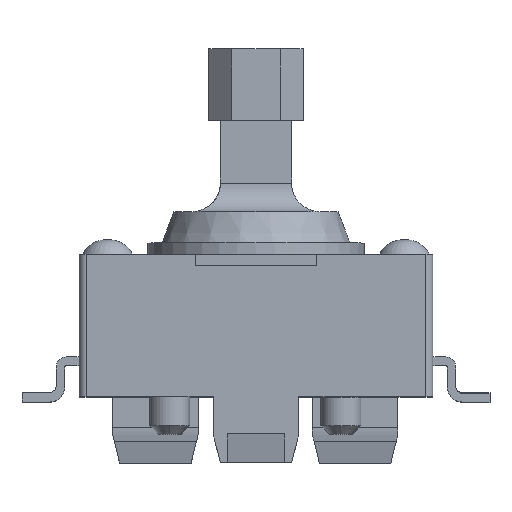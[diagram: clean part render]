
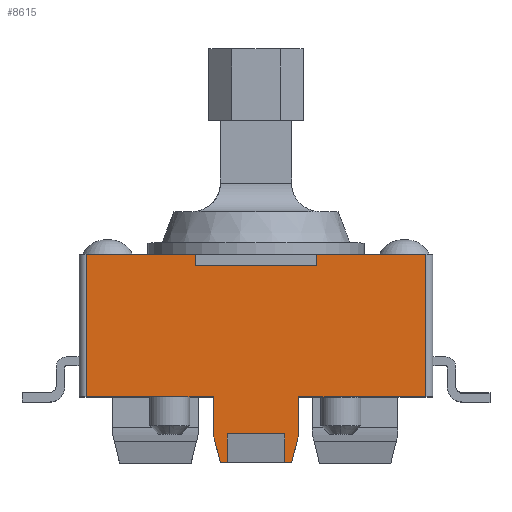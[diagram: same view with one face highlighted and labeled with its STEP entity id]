
A CAD part, top view. The second image highlights one B-rep face of the part: STEP entity #8615.
In plain terms, the highlighted face is planar.
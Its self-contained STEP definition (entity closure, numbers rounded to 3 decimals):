
#190 = EDGE_CURVE ( 'NONE', #1800, #1917, #1724, .T. ) ;
#439 = CARTESIAN_POINT ( 'NONE',  ( -5.95, -6.2, 3.065 ) ) ;
#538 = DIRECTION ( 'NONE',  ( 1., 0., 0. ) ) ;
#911 = CARTESIAN_POINT ( 'NONE',  ( -1.5, -6.2, -3.6 ) ) ;
#1041 = LINE ( 'NONE', #5566, #10861 ) ;
#1095 = CARTESIAN_POINT ( 'NONE',  ( 5.95, -6.2, 2.7 ) ) ;
#1142 = EDGE_CURVE ( 'NONE', #6921, #1291, #13591, .T. ) ;
#1143 = VECTOR ( 'NONE', #4589, 1000. ) ;
#1162 = DIRECTION ( 'NONE',  ( 0., 0., -1. ) ) ;
#1251 = DIRECTION ( 'NONE',  ( 0., 0., 1. ) ) ;
#1291 = VERTEX_POINT ( 'NONE', #1333 ) ;
#1333 = CARTESIAN_POINT ( 'NONE',  ( 2.125, -6.2, 2.3 ) ) ;
#1546 = CARTESIAN_POINT ( 'NONE',  ( 1., -6.2, -4.6 ) ) ;
#1707 = EDGE_CURVE ( 'NONE', #11379, #12820, #8489, .T. ) ;
#1712 = CARTESIAN_POINT ( 'NONE',  ( -1.5, -6.2, -3.6 ) ) ;
#1724 = LINE ( 'NONE', #9177, #3481 ) ;
#1800 = VERTEX_POINT ( 'NONE', #1880 ) ;
#1801 = ORIENTED_EDGE ( 'NONE', *, *, #11179, .T. ) ;
#1880 = CARTESIAN_POINT ( 'NONE',  ( -2.125, -6.2, 2.7 ) ) ;
#1917 = VERTEX_POINT ( 'NONE', #5161 ) ;
#1941 = CARTESIAN_POINT ( 'NONE',  ( 1.375, -6.2, -4.6 ) ) ;
#1953 = EDGE_CURVE ( 'NONE', #8352, #9379, #6088, .T. ) ;
#2010 = ORIENTED_EDGE ( 'NONE', *, *, #5977, .T. ) ;
#2097 = VECTOR ( 'NONE', #1162, 1000. ) ;
#2121 = ORIENTED_EDGE ( 'NONE', *, *, #4745, .T. ) ;
#2351 = EDGE_CURVE ( 'NONE', #4706, #1800, #5372, .T. ) ;
#2482 = CARTESIAN_POINT ( 'NONE',  ( -6.545, -6.2, 2.3 ) ) ;
#2824 = DIRECTION ( 'NONE',  ( 0., 0., -1. ) ) ;
#2871 = CARTESIAN_POINT ( 'NONE',  ( -5.95, -6.2, -2.3 ) ) ;
#2875 = CARTESIAN_POINT ( 'NONE',  ( 2.125, -6.2, 2.7 ) ) ;
#3020 = VERTEX_POINT ( 'NONE', #1712 ) ;
#3155 = ORIENTED_EDGE ( 'NONE', *, *, #1953, .F. ) ;
#3259 = CARTESIAN_POINT ( 'NONE',  ( 1., -6.2, -3.6 ) ) ;
#3337 = EDGE_CURVE ( 'NONE', #7608, #3020, #7617, .T. ) ;
#3481 = VECTOR ( 'NONE', #5713, 1000. ) ;
#3482 = LINE ( 'NONE', #911, #7497 ) ;
#3509 = CARTESIAN_POINT ( 'NONE',  ( 1.5, -6.2, 3.065 ) ) ;
#3512 = LINE ( 'NONE', #13480, #2097 ) ;
#3514 = VERTEX_POINT ( 'NONE', #1546 ) ;
#3585 = CARTESIAN_POINT ( 'NONE',  ( -6.82, -6.2, -2.3 ) ) ;
#3624 = CARTESIAN_POINT ( 'NONE',  ( -6.545, -6.2, 2.7 ) ) ;
#3679 = ORIENTED_EDGE ( 'NONE', *, *, #1142, .T. ) ;
#3701 = LINE ( 'NONE', #5541, #8941 ) ;
#3753 = CARTESIAN_POINT ( 'NONE',  ( -6.545, -6.2, -3.6 ) ) ;
#4371 = CARTESIAN_POINT ( 'NONE',  ( -1.5, -6.2, -2.3 ) ) ;
#4429 = LINE ( 'NONE', #3624, #7916 ) ;
#4536 = CARTESIAN_POINT ( 'NONE',  ( -1., -6.2, -3.6 ) ) ;
#4538 = DIRECTION ( 'NONE',  ( 0., 0., -1. ) ) ;
#4567 = VECTOR ( 'NONE', #8340, 1000. ) ;
#4582 = CARTESIAN_POINT ( 'NONE',  ( -1.5, -6.2, 3.065 ) ) ;
#4589 = DIRECTION ( 'NONE',  ( 0.243, 0., 0.97 ) ) ;
#4674 = DIRECTION ( 'NONE',  ( 0., 0., 1. ) ) ;
#4706 = VERTEX_POINT ( 'NONE', #9531 ) ;
#4745 = EDGE_CURVE ( 'NONE', #1917, #10372, #13183, .T. ) ;
#4845 = PLANE ( 'NONE',  #10156 ) ;
#5161 = CARTESIAN_POINT ( 'NONE',  ( -5.95, -6.2, 2.7 ) ) ;
#5220 = VECTOR ( 'NONE', #1251, 1000. ) ;
#5372 = LINE ( 'NONE', #13519, #13782 ) ;
#5451 = VERTEX_POINT ( 'NONE', #8968 ) ;
#5541 = CARTESIAN_POINT ( 'NONE',  ( -1., -6.2, 3.065 ) ) ;
#5566 = CARTESIAN_POINT ( 'NONE',  ( 5.95, -6.2, 3.065 ) ) ;
#5582 = CARTESIAN_POINT ( 'NONE',  ( 1.375, -6.2, -4.6 ) ) ;
#5699 = CARTESIAN_POINT ( 'NONE',  ( 1.5, -6.2, -3.6 ) ) ;
#5713 = DIRECTION ( 'NONE',  ( -1., 0., 0. ) ) ;
#5784 = LINE ( 'NONE', #3753, #10534 ) ;
#5808 = DIRECTION ( 'NONE',  ( -1., 0., 0. ) ) ;
#5977 = EDGE_CURVE ( 'NONE', #8352, #11073, #3701, .T. ) ;
#6073 = VECTOR ( 'NONE', #8074, 1000. ) ;
#6088 = LINE ( 'NONE', #5582, #12208 ) ;
#6143 = CARTESIAN_POINT ( 'NONE',  ( 5.95, -6.2, -2.3 ) ) ;
#6278 = CARTESIAN_POINT ( 'NONE',  ( 1.25, -6.2, -4.6 ) ) ;
#6501 = EDGE_LOOP ( 'NONE', ( #1801, #12471, #13657, #10679, #3679, #11775, #8749, #6868, #2121, #10204, #11755, #11710, #3155, #2010, #7547, #13185, #7620, #10778 ) ) ;
#6513 = DIRECTION ( 'NONE',  ( -1., 0., 0. ) ) ;
#6633 = DIRECTION ( 'NONE',  ( 0., 0., 1. ) ) ;
#6747 = EDGE_CURVE ( 'NONE', #10372, #7608, #11752, .T. ) ;
#6750 = EDGE_CURVE ( 'NONE', #11073, #13176, #5784, .T. ) ;
#6802 = DIRECTION ( 'NONE',  ( 0., 0., -1. ) ) ;
#6820 = VERTEX_POINT ( 'NONE', #6143 ) ;
#6868 = ORIENTED_EDGE ( 'NONE', *, *, #190, .T. ) ;
#6921 = VERTEX_POINT ( 'NONE', #2875 ) ;
#7005 = EDGE_CURVE ( 'NONE', #11379, #3514, #9279, .T. ) ;
#7497 = VECTOR ( 'NONE', #12114, 1000. ) ;
#7547 = ORIENTED_EDGE ( 'NONE', *, *, #6750, .T. ) ;
#7608 = VERTEX_POINT ( 'NONE', #4371 ) ;
#7617 = LINE ( 'NONE', #4582, #7968 ) ;
#7620 = ORIENTED_EDGE ( 'NONE', *, *, #7005, .F. ) ;
#7916 = VECTOR ( 'NONE', #5808, 1000. ) ;
#7968 = VECTOR ( 'NONE', #4538, 1000. ) ;
#8074 = DIRECTION ( 'NONE',  ( 1., 0., 0. ) ) ;
#8107 = CARTESIAN_POINT ( 'NONE',  ( -6.545, -6.2, 3.065 ) ) ;
#8184 = LINE ( 'NONE', #3509, #5220 ) ;
#8340 = DIRECTION ( 'NONE',  ( 1., 0., 0. ) ) ;
#8352 = VERTEX_POINT ( 'NONE', #13295 ) ;
#8410 = CARTESIAN_POINT ( 'NONE',  ( -1.25, -6.2, -4.6 ) ) ;
#8466 = VECTOR ( 'NONE', #2824, 1000. ) ;
#8489 = LINE ( 'NONE', #11299, #1143 ) ;
#8581 = EDGE_CURVE ( 'NONE', #8874, #6921, #4429, .T. ) ;
#8615 = ADVANCED_FACE ( 'NONE', ( #11950 ), #4845, .T. ) ;
#8749 = ORIENTED_EDGE ( 'NONE', *, *, #2351, .T. ) ;
#8874 = VERTEX_POINT ( 'NONE', #1095 ) ;
#8941 = VECTOR ( 'NONE', #11077, 1000. ) ;
#8968 = CARTESIAN_POINT ( 'NONE',  ( 1.5, -6.2, -2.3 ) ) ;
#9105 = EDGE_CURVE ( 'NONE', #1291, #4706, #13672, .T. ) ;
#9177 = CARTESIAN_POINT ( 'NONE',  ( -6.545, -6.2, 2.7 ) ) ;
#9236 = DIRECTION ( 'NONE',  ( 0., 0., -1. ) ) ;
#9279 = LINE ( 'NONE', #1941, #11566 ) ;
#9379 = VERTEX_POINT ( 'NONE', #8410 ) ;
#9474 = CARTESIAN_POINT ( 'NONE',  ( -6.82, -6.2, -2.3 ) ) ;
#9531 = CARTESIAN_POINT ( 'NONE',  ( -2.125, -6.2, 2.3 ) ) ;
#10132 = EDGE_CURVE ( 'NONE', #6820, #8874, #1041, .T. ) ;
#10156 = AXIS2_PLACEMENT_3D ( 'NONE', #8107, #13679, #9236 ) ;
#10167 = EDGE_CURVE ( 'NONE', #13176, #3514, #3512, .T. ) ;
#10193 = CARTESIAN_POINT ( 'NONE',  ( 2.125, -6.2, 3.065 ) ) ;
#10204 = ORIENTED_EDGE ( 'NONE', *, *, #6747, .T. ) ;
#10289 = VECTOR ( 'NONE', #6802, 1000. ) ;
#10372 = VERTEX_POINT ( 'NONE', #2871 ) ;
#10534 = VECTOR ( 'NONE', #538, 1000. ) ;
#10679 = ORIENTED_EDGE ( 'NONE', *, *, #8581, .T. ) ;
#10778 = ORIENTED_EDGE ( 'NONE', *, *, #1707, .T. ) ;
#10861 = VECTOR ( 'NONE', #6633, 1000. ) ;
#10902 = EDGE_CURVE ( 'NONE', #3020, #9379, #3482, .T. ) ;
#11073 = VERTEX_POINT ( 'NONE', #4536 ) ;
#11077 = DIRECTION ( 'NONE',  ( 0., 0., 1. ) ) ;
#11179 = EDGE_CURVE ( 'NONE', #12820, #5451, #8184, .T. ) ;
#11299 = CARTESIAN_POINT ( 'NONE',  ( 1.25, -6.2, -4.6 ) ) ;
#11379 = VERTEX_POINT ( 'NONE', #6278 ) ;
#11566 = VECTOR ( 'NONE', #12990, 1000. ) ;
#11710 = ORIENTED_EDGE ( 'NONE', *, *, #10902, .T. ) ;
#11752 = LINE ( 'NONE', #9474, #4567 ) ;
#11755 = ORIENTED_EDGE ( 'NONE', *, *, #3337, .T. ) ;
#11775 = ORIENTED_EDGE ( 'NONE', *, *, #9105, .T. ) ;
#11780 = EDGE_CURVE ( 'NONE', #5451, #6820, #13593, .T. ) ;
#11950 = FACE_OUTER_BOUND ( 'NONE', #6501, .T. ) ;
#12114 = DIRECTION ( 'NONE',  ( 0.243, 0., -0.97 ) ) ;
#12208 = VECTOR ( 'NONE', #6513, 1000. ) ;
#12471 = ORIENTED_EDGE ( 'NONE', *, *, #11780, .T. ) ;
#12820 = VERTEX_POINT ( 'NONE', #5699 ) ;
#12990 = DIRECTION ( 'NONE',  ( -1., 0., 0. ) ) ;
#13176 = VERTEX_POINT ( 'NONE', #3259 ) ;
#13183 = LINE ( 'NONE', #439, #8466 ) ;
#13185 = ORIENTED_EDGE ( 'NONE', *, *, #10167, .T. ) ;
#13295 = CARTESIAN_POINT ( 'NONE',  ( -1., -6.2, -4.6 ) ) ;
#13480 = CARTESIAN_POINT ( 'NONE',  ( 1., -6.2, 3.065 ) ) ;
#13519 = CARTESIAN_POINT ( 'NONE',  ( -2.125, -6.2, 3.065 ) ) ;
#13567 = DIRECTION ( 'NONE',  ( -1., 0., 0. ) ) ;
#13591 = LINE ( 'NONE', #10193, #10289 ) ;
#13593 = LINE ( 'NONE', #3585, #6073 ) ;
#13657 = ORIENTED_EDGE ( 'NONE', *, *, #10132, .T. ) ;
#13672 = LINE ( 'NONE', #2482, #14383 ) ;
#13679 = DIRECTION ( 'NONE',  ( 0., -1., 0. ) ) ;
#13782 = VECTOR ( 'NONE', #4674, 1000. ) ;
#14383 = VECTOR ( 'NONE', #13567, 1000. ) ;
